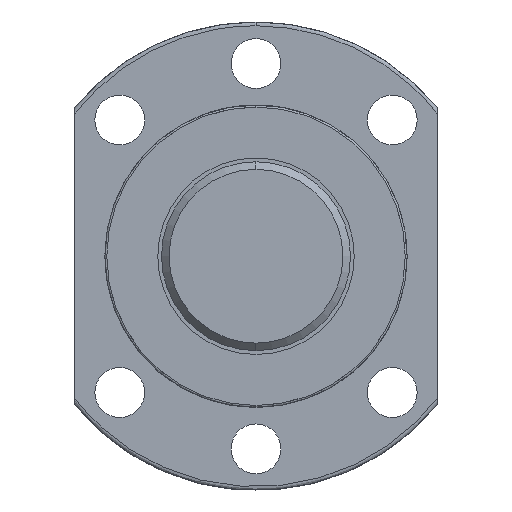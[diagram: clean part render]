
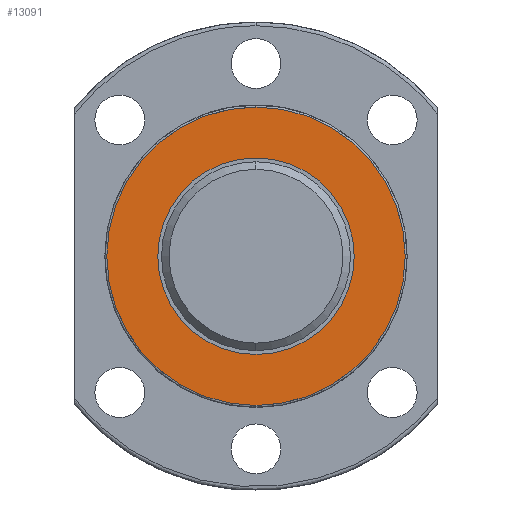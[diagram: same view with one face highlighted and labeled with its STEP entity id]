
A CAD part, left-side view. The second image highlights one B-rep face of the part: STEP entity #13091.
In plain terms, the highlighted planar face has unit normal (-1, 0, 0).
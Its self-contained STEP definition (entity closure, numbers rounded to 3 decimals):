
#1965 = EDGE_CURVE ( 'NONE', #12893, #23244, #13162, .T. ) ;
#2287 = AXIS2_PLACEMENT_3D ( 'NONE', #10451, #18164, #6762 ) ;
#4021 = ORIENTED_EDGE ( 'NONE', *, *, #4330, .F. ) ;
#4160 = DIRECTION ( 'NONE',  ( 0., 0., -1. ) ) ;
#4173 = AXIS2_PLACEMENT_3D ( 'NONE', #4655, #17973, #21849 ) ;
#4330 = EDGE_CURVE ( 'NONE', #7395, #20160, #8880, .T. ) ;
#4655 = CARTESIAN_POINT ( 'NONE',  ( -89., 0., 0. ) ) ;
#5462 = EDGE_CURVE ( 'NONE', #23244, #12893, #23828, .T. ) ;
#5795 = DIRECTION ( 'NONE',  ( -1., 0., 0. ) ) ;
#6762 = DIRECTION ( 'NONE',  ( 0., 0., 1. ) ) ;
#6832 = AXIS2_PLACEMENT_3D ( 'NONE', #21284, #19450, #4160 ) ;
#7395 = VERTEX_POINT ( 'NONE', #14138 ) ;
#8880 = CIRCLE ( 'NONE', #4173, 13. ) ;
#9634 = CARTESIAN_POINT ( 'NONE',  ( -89., 0., 0. ) ) ;
#9846 = FACE_OUTER_BOUND ( 'NONE', #13512, .T. ) ;
#9899 = ORIENTED_EDGE ( 'NONE', *, *, #15837, .F. ) ;
#10451 = CARTESIAN_POINT ( 'NONE',  ( -89., 0., 0. ) ) ;
#10728 = FACE_BOUND ( 'NONE', #16204, .T. ) ;
#11558 = DIRECTION ( 'NONE',  ( 1., 0., 0. ) ) ;
#11639 = DIRECTION ( 'NONE',  ( 0., 0., 1. ) ) ;
#12524 = CARTESIAN_POINT ( 'NONE',  ( -89., 0., 19.75 ) ) ;
#12595 = AXIS2_PLACEMENT_3D ( 'NONE', #9634, #11558, #11639 ) ;
#12893 = VERTEX_POINT ( 'NONE', #12524 ) ;
#13091 = ADVANCED_FACE ( 'NONE', ( #9846, #10728 ), #23284, .F. ) ;
#13162 = CIRCLE ( 'NONE', #12595, 19.75 ) ;
#13512 = EDGE_LOOP ( 'NONE', ( #22832, #13654 ) ) ;
#13654 = ORIENTED_EDGE ( 'NONE', *, *, #5462, .F. ) ;
#14138 = CARTESIAN_POINT ( 'NONE',  ( -89., 0., 13. ) ) ;
#15837 = EDGE_CURVE ( 'NONE', #20160, #7395, #22532, .T. ) ;
#16204 = EDGE_LOOP ( 'NONE', ( #4021, #9899 ) ) ;
#17592 = AXIS2_PLACEMENT_3D ( 'NONE', #20910, #5795, #20830 ) ;
#17973 = DIRECTION ( 'NONE',  ( -1., 0., 0. ) ) ;
#18164 = DIRECTION ( 'NONE',  ( 1., 0., 0. ) ) ;
#19450 = DIRECTION ( 'NONE',  ( 1., 0., 0. ) ) ;
#19713 = CARTESIAN_POINT ( 'NONE',  ( -89., 0., -19.75 ) ) ;
#20160 = VERTEX_POINT ( 'NONE', #24375 ) ;
#20830 = DIRECTION ( 'NONE',  ( 0., 0., 1. ) ) ;
#20910 = CARTESIAN_POINT ( 'NONE',  ( -89., 0., 0. ) ) ;
#21284 = CARTESIAN_POINT ( 'NONE',  ( -89., 16.375, 0. ) ) ;
#21849 = DIRECTION ( 'NONE',  ( 0., 0., 1. ) ) ;
#22532 = CIRCLE ( 'NONE', #17592, 13. ) ;
#22832 = ORIENTED_EDGE ( 'NONE', *, *, #1965, .F. ) ;
#23244 = VERTEX_POINT ( 'NONE', #19713 ) ;
#23284 = PLANE ( 'NONE',  #6832 ) ;
#23828 = CIRCLE ( 'NONE', #2287, 19.75 ) ;
#24375 = CARTESIAN_POINT ( 'NONE',  ( -89., 0., -13. ) ) ;
